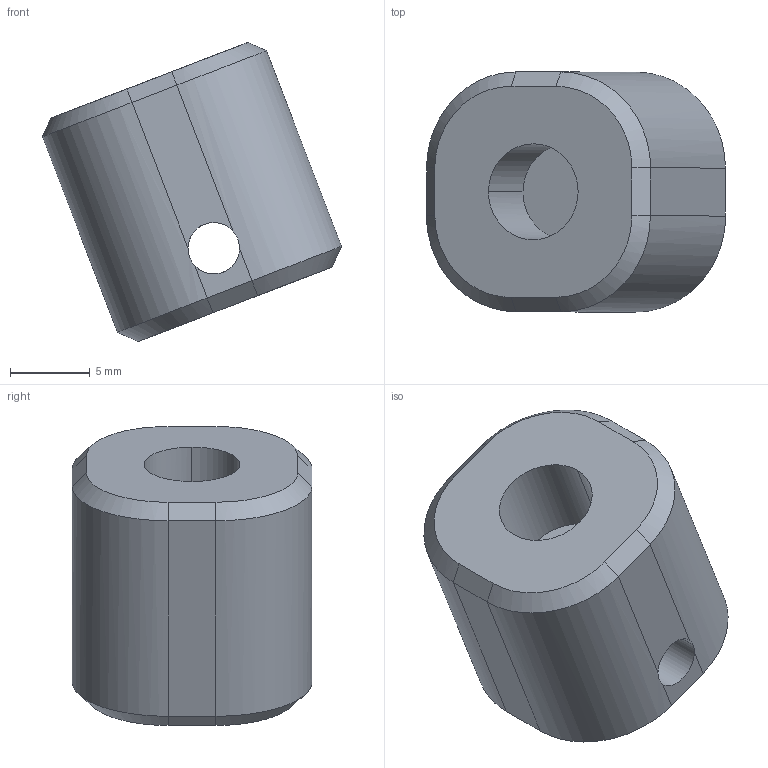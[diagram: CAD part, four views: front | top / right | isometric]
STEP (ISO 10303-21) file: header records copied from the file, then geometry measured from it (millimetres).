
FILE_DESCRIPTION (( 'STEP AP203' ), '1' );
FILE_NAME ('Cuerpo 06.iges_Predeterminado_sldprt.STEP', '2025-03-05T21:44:09', ( '' ), ( '' ), 'SwSTEP 2.0', 'SolidWorks 2025', '' );
FILE_SCHEMA (( 'CONFIG_CONTROL_DESIGN' ));
Length unit declared in the file: millimetre
Products named in the file (1): Cuerpo 06.iges_Predeterminado_sldprt
Bounding box: 18.7 x 15 x 18.7 mm (x, y, z)
Volume: 2576.4 mm3; surface area: 1324.5 mm2
Topology: 1 solids, 1 shells, 33 faces, 80 edges, 48 vertices
Faces by surface type: plane 17, cylinder 8, cone 8
Entity records: 1265 total; most frequent: CARTESIAN_POINT 580, ORIENTED_EDGE 160, EDGE_CURVE 80, B_SPLINE_CURVE_WITH_KNOTS 80, DIRECTION 68, VERTEX_POINT 48, EDGE_LOOP 34, AXIS2_PLACEMENT_3D 34
